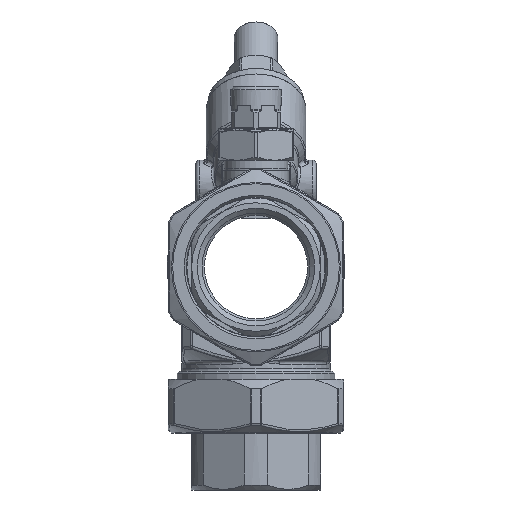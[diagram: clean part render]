
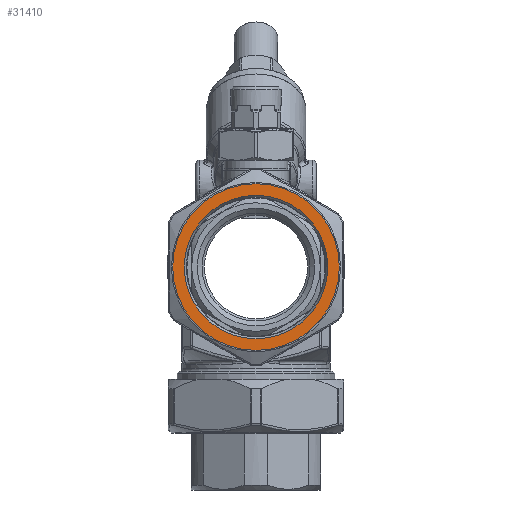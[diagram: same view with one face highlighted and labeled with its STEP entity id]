
A CAD part, left-side view. The second image highlights one B-rep face of the part: STEP entity #31410.
In plain terms, the highlighted face is planar.
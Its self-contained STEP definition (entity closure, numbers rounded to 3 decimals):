
#1071=PLANE('',#33395);
#10014=ORIENTED_EDGE('',*,*,#13482,.T.);
#10015=ORIENTED_EDGE('',*,*,#13483,.T.);
#13482=EDGE_CURVE('',#15547,#15547,#16412,.T.);
#13483=EDGE_CURVE('',#15548,#15548,#16413,.F.);
#15547=VERTEX_POINT('',#68694);
#15548=VERTEX_POINT('',#68696);
#16412=CIRCLE('',#33396,29.866);
#16413=CIRCLE('',#33397,34.682);
#18007=EDGE_LOOP('',(#10014));
#18008=EDGE_LOOP('',(#10015));
#19676=FACE_BOUND('',#18007,.T.);
#19677=FACE_BOUND('',#18008,.T.);
#31410=ADVANCED_FACE('',(#19676,#19677),#1071,.F.);
#33395=AXIS2_PLACEMENT_3D('',#68692,#38010,#38011);
#33396=AXIS2_PLACEMENT_3D('',#68693,#38012,#38013);
#33397=AXIS2_PLACEMENT_3D('',#68695,#38014,#38015);
#38010=DIRECTION('',(-1.,0.,0.));
#38011=DIRECTION('',(0.,0.,1.));
#38012=DIRECTION('',(-1.,0.,0.));
#38013=DIRECTION('',(0.,0.,1.));
#38014=DIRECTION('',(-1.,0.,0.));
#38015=DIRECTION('',(0.,0.,1.));
#68692=CARTESIAN_POINT('',(23.7,0.,34.95));
#68693=CARTESIAN_POINT('',(23.7,0.,0.));
#68694=CARTESIAN_POINT('',(23.7,0.,29.866));
#68695=CARTESIAN_POINT('',(23.7,0.,0.));
#68696=CARTESIAN_POINT('',(23.7,0.,34.682));
